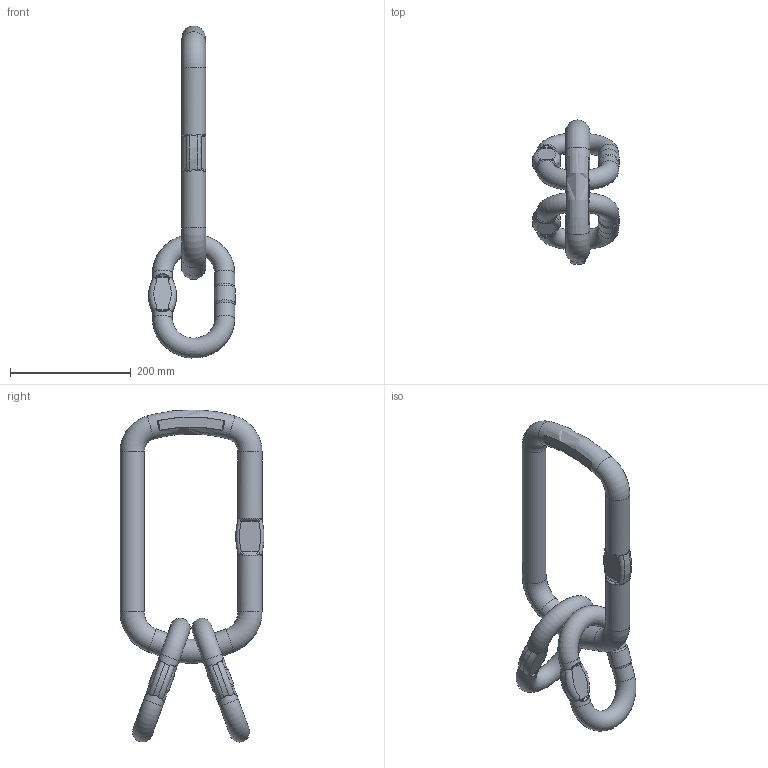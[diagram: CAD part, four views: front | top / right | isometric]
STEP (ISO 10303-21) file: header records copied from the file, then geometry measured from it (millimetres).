
FILE_DESCRIPTION(/* description */ (''),/* implementation_level */ '2;1');
FILE_NAME(/* name */ 'VLWP_4-16.stp',/* time_stamp */ '2018-02-23T11:49:13+01:00',/* author */ (''),/* organization */ (''),/* preprocessor_version */ 'ST-DEVELOPER v16',/* originating_system */ 'SIEMENS PLM Software NX 11.0',/* authorisation */ '');
FILE_SCHEMA (('AUTOMOTIVE_DESIGN { 1 0 10303 214 3 1 1 1 }'));
Length unit declared in the file: millimetre
Products named in the file (1): kch3EC42524llxo
Bounding box: 143.84 x 238.11 x 549.43 mm (x, y, z)
Volume: 2134750.6 mm3; surface area: 233293.3 mm2
Topology: 3 solids, 3 shells, 227 faces, 586 edges, 368 vertices
Faces by surface type: plane 64, bspline 52, cylinder 49, torus 30, extrusion 20, cone 12
Full cylindrical faces by diameter (mm): 33 x8, 35.475 x2, 40 x5
Entity records: 8790 total; most frequent: CARTESIAN_POINT 4000, ORIENTED_EDGE 1090, DIRECTION 778, EDGE_CURVE 545, VERTEX_POINT 356, AXIS2_PLACEMENT_3D 310, B_SPLINE_CURVE_WITH_KNOTS 273, EDGE_LOOP 265
